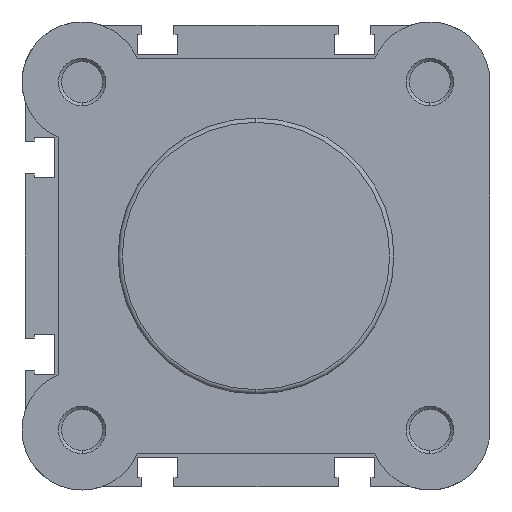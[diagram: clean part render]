
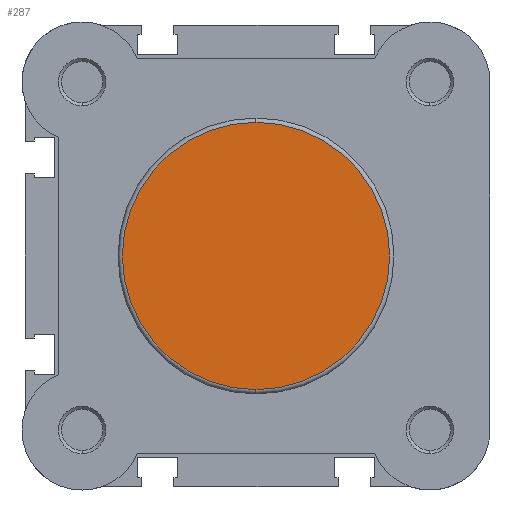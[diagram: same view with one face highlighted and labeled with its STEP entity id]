
A CAD part, left-side view. The second image highlights one B-rep face of the part: STEP entity #287.
In plain terms, the highlighted planar face has unit normal (-1, 0, 0).
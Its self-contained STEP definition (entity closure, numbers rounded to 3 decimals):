
#287 = ADVANCED_FACE ( 'NONE', ( #1871 ), #1225, .F. ) ;
#472 = VERTEX_POINT ( 'NONE', #1671 ) ;
#473 = VERTEX_POINT ( 'NONE', #1672 ) ;
#1225 = PLANE ( 'NONE',  #4708 ) ;
#1243 = CARTESIAN_POINT ( 'NONE',  ( 0., 22.4, 0. ) ) ;
#1252 = DIRECTION ( 'NONE',  ( 1., 0., 0. ) ) ;
#1253 = DIRECTION ( 'NONE',  ( 0., 0., -1. ) ) ;
#1671 = CARTESIAN_POINT ( 'NONE',  ( 0., 0., 21.7 ) ) ;
#1672 = CARTESIAN_POINT ( 'NONE',  ( 0., 0., -21.7 ) ) ;
#1871 = FACE_OUTER_BOUND ( 'NONE', #5833, .T. ) ;
#2061 = CIRCLE ( 'NONE', #4800, 21.7 ) ;
#2267 = CIRCLE ( 'NONE', #4876, 21.7 ) ;
#2906 = CARTESIAN_POINT ( 'NONE',  ( 0., 0., 0. ) ) ;
#2907 = DIRECTION ( 'NONE',  ( -1., 0., 0. ) ) ;
#2908 = DIRECTION ( 'NONE',  ( 0., 0., -1. ) ) ;
#3328 = CARTESIAN_POINT ( 'NONE',  ( 0., 0., 0. ) ) ;
#3331 = DIRECTION ( 'NONE',  ( -1., 0., 0. ) ) ;
#3332 = DIRECTION ( 'NONE',  ( 0., 0., -1. ) ) ;
#4155 = EDGE_CURVE ( 'NONE', #473, #472, #2061, .T. ) ;
#4309 = EDGE_CURVE ( 'NONE', #472, #473, #2267, .T. ) ;
#4708 = AXIS2_PLACEMENT_3D ( 'NONE', #1243, #1252, #1253 ) ;
#4800 = AXIS2_PLACEMENT_3D ( 'NONE', #2906, #2907, #2908 ) ;
#4876 = AXIS2_PLACEMENT_3D ( 'NONE', #3328, #3331, #3332 ) ;
#5164 = ORIENTED_EDGE ( 'NONE', *, *, #4155, .T. ) ;
#5165 = ORIENTED_EDGE ( 'NONE', *, *, #4309, .T. ) ;
#5833 = EDGE_LOOP ( 'NONE', ( #5164, #5165 ) ) ;
